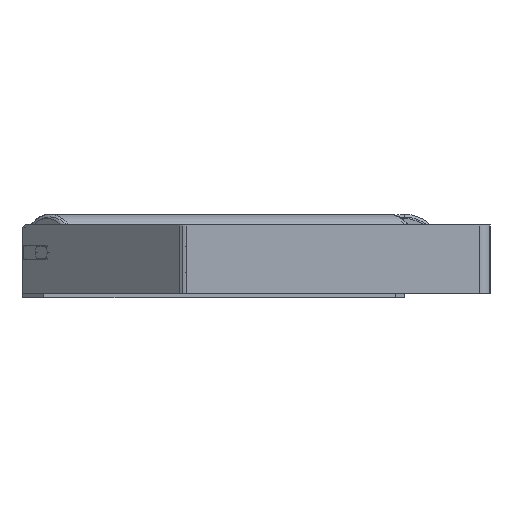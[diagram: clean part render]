
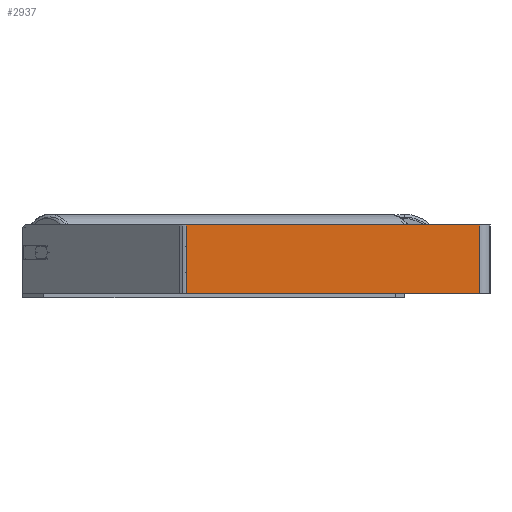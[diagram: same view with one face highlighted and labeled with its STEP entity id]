
A CAD part, left-side view. The second image highlights one B-rep face of the part: STEP entity #2937.
In plain terms, the highlighted planar face has unit normal (-1, 0, 0).
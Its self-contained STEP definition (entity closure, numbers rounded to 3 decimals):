
#327 = ORIENTED_EDGE ( 'NONE', *, *, #8949, .F. ) ;
#443 = VECTOR ( 'NONE', #891, 1000. ) ;
#467 = VECTOR ( 'NONE', #4207, 1000. ) ;
#726 = LINE ( 'NONE', #1257, #8440 ) ;
#891 = DIRECTION ( 'NONE',  ( 0., -1., 0. ) ) ;
#941 = DIRECTION ( 'NONE',  ( 0., 0., -1. ) ) ;
#1257 = CARTESIAN_POINT ( 'NONE',  ( -900., 354.901, 40. ) ) ;
#1488 = AXIS2_PLACEMENT_3D ( 'NONE', #1795, #1844, #941 ) ;
#1795 = CARTESIAN_POINT ( 'NONE',  ( -900., 359.871, 40. ) ) ;
#1844 = DIRECTION ( 'NONE',  ( 1., 0., 0. ) ) ;
#2073 = EDGE_CURVE ( 'NONE', #5481, #6079, #726, .T. ) ;
#2164 = PLANE ( 'NONE',  #1488 ) ;
#2747 = CARTESIAN_POINT ( 'NONE',  ( -900., 12., -40. ) ) ;
#2937 = ADVANCED_FACE ( 'NONE', ( #6489 ), #2164, .F. ) ;
#3039 = CARTESIAN_POINT ( 'NONE',  ( -900., 359.871, -40. ) ) ;
#3455 = CARTESIAN_POINT ( 'NONE',  ( -900., 359.871, 40. ) ) ;
#3493 = CARTESIAN_POINT ( 'NONE',  ( -900., 354.901, 40. ) ) ;
#3609 = LINE ( 'NONE', #7265, #5635 ) ;
#3892 = VERTEX_POINT ( 'NONE', #5330 ) ;
#4207 = DIRECTION ( 'NONE',  ( 0., -1., 0. ) ) ;
#4442 = ORIENTED_EDGE ( 'NONE', *, *, #7811, .F. ) ;
#5034 = LINE ( 'NONE', #3039, #443 ) ;
#5145 = VERTEX_POINT ( 'NONE', #2747 ) ;
#5330 = CARTESIAN_POINT ( 'NONE',  ( -900., 12., 40. ) ) ;
#5481 = VERTEX_POINT ( 'NONE', #3493 ) ;
#5635 = VECTOR ( 'NONE', #8652, 1000. ) ;
#6079 = VERTEX_POINT ( 'NONE', #8869 ) ;
#6425 = EDGE_CURVE ( 'NONE', #6079, #5145, #5034, .T. ) ;
#6489 = FACE_OUTER_BOUND ( 'NONE', #7264, .T. ) ;
#7264 = EDGE_LOOP ( 'NONE', ( #8036, #327, #4442, #7396 ) ) ;
#7265 = CARTESIAN_POINT ( 'NONE',  ( -900., 12., 40. ) ) ;
#7396 = ORIENTED_EDGE ( 'NONE', *, *, #2073, .T. ) ;
#7811 = EDGE_CURVE ( 'NONE', #5481, #3892, #8435, .T. ) ;
#8036 = ORIENTED_EDGE ( 'NONE', *, *, #6425, .T. ) ;
#8435 = LINE ( 'NONE', #3455, #467 ) ;
#8440 = VECTOR ( 'NONE', #8518, 1000. ) ;
#8518 = DIRECTION ( 'NONE',  ( 0., 0., -1. ) ) ;
#8652 = DIRECTION ( 'NONE',  ( 0., 0., -1. ) ) ;
#8869 = CARTESIAN_POINT ( 'NONE',  ( -900., 354.901, -40. ) ) ;
#8949 = EDGE_CURVE ( 'NONE', #3892, #5145, #3609, .T. ) ;
